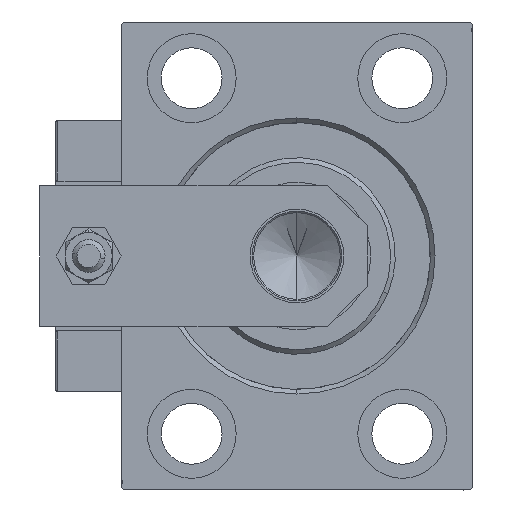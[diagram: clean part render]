
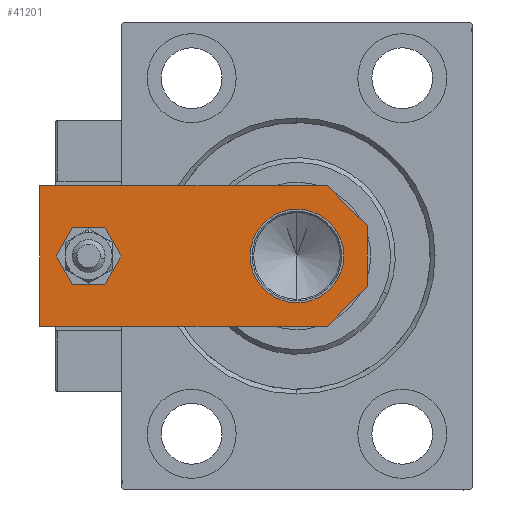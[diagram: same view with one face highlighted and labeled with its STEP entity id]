
A CAD part, left-side view. The second image highlights one B-rep face of the part: STEP entity #41201.
In plain terms, the highlighted face is planar.
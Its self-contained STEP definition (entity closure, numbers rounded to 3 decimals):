
#31 = VERTEX_POINT ( 'NONE', #30415 ) ;
#151 = DIRECTION ( 'NONE',  ( 0., 0., 1. ) ) ;
#547 = ORIENTED_EDGE ( 'NONE', *, *, #21937, .F. ) ;
#675 = CARTESIAN_POINT ( 'NONE',  ( 0., 0., 8. ) ) ;
#2544 = EDGE_CURVE ( 'NONE', #4439, #31, #38250, .T. ) ;
#3415 = CARTESIAN_POINT ( 'NONE',  ( 15., 8.5, 8. ) ) ;
#3970 = CARTESIAN_POINT ( 'NONE',  ( -4., 59.5, 8. ) ) ;
#4439 = VERTEX_POINT ( 'NONE', #18561 ) ;
#5098 = VECTOR ( 'NONE', #49389, 1000. ) ;
#5189 = CARTESIAN_POINT ( 'NONE',  ( 15., 70., 8. ) ) ;
#5244 = LINE ( 'NONE', #36996, #5098 ) ;
#5832 = ORIENTED_EDGE ( 'NONE', *, *, #11169, .T. ) ;
#7453 = LINE ( 'NONE', #23193, #10311 ) ;
#7822 = LINE ( 'NONE', #27441, #23041 ) ;
#8447 = EDGE_LOOP ( 'NONE', ( #16052, #41385, #5832, #17241, #26379, #18333 ) ) ;
#10155 = ORIENTED_EDGE ( 'NONE', *, *, #48716, .F. ) ;
#10311 = VECTOR ( 'NONE', #23700, 1000. ) ;
#10450 = AXIS2_PLACEMENT_3D ( 'NONE', #25293, #11965, #27720 ) ;
#11169 = EDGE_CURVE ( 'NONE', #31, #44135, #7822, .T. ) ;
#11399 = VECTOR ( 'NONE', #18595, 1000. ) ;
#11935 = EDGE_LOOP ( 'NONE', ( #15245, #10155 ) ) ;
#11965 = DIRECTION ( 'NONE',  ( 0., 0., 1. ) ) ;
#12059 = PLANE ( 'NONE',  #22770 ) ;
#12324 = CIRCLE ( 'NONE', #28848, 10. ) ;
#12994 = CARTESIAN_POINT ( 'NONE',  ( 6.5, 0., 8. ) ) ;
#13665 = VECTOR ( 'NONE', #26877, 1000. ) ;
#14023 = DIRECTION ( 'NONE',  ( 0., 0., 1. ) ) ;
#14722 = LINE ( 'NONE', #20756, #11399 ) ;
#15117 = EDGE_CURVE ( 'NONE', #44135, #24245, #14722, .T. ) ;
#15245 = ORIENTED_EDGE ( 'NONE', *, *, #30564, .F. ) ;
#15685 = FACE_BOUND ( 'NONE', #11935, .T. ) ;
#15817 = CARTESIAN_POINT ( 'NONE',  ( 4., 59.5, 8. ) ) ;
#15966 = EDGE_CURVE ( 'NONE', #50688, #19304, #19708, .T. ) ;
#16052 = ORIENTED_EDGE ( 'NONE', *, *, #39353, .T. ) ;
#16182 = FACE_OUTER_BOUND ( 'NONE', #8447, .T. ) ;
#16590 = VERTEX_POINT ( 'NONE', #5189 ) ;
#17241 = ORIENTED_EDGE ( 'NONE', *, *, #15117, .T. ) ;
#17579 = CIRCLE ( 'NONE', #46448, 4. ) ;
#18333 = ORIENTED_EDGE ( 'NONE', *, *, #27082, .T. ) ;
#18561 = CARTESIAN_POINT ( 'NONE',  ( -15., 8.5, 8. ) ) ;
#18595 = DIRECTION ( 'NONE',  ( 0.707, 0.707, 0. ) ) ;
#18853 = VERTEX_POINT ( 'NONE', #44603 ) ;
#19304 = VERTEX_POINT ( 'NONE', #36019 ) ;
#19708 = CIRCLE ( 'NONE', #44435, 10. ) ;
#20756 = CARTESIAN_POINT ( 'NONE',  ( 3.25, -3.25, 8. ) ) ;
#21937 = EDGE_CURVE ( 'NONE', #19304, #50688, #12324, .T. ) ;
#22770 = AXIS2_PLACEMENT_3D ( 'NONE', #675, #39703, #40205 ) ;
#23041 = VECTOR ( 'NONE', #23559, 1000. ) ;
#23193 = CARTESIAN_POINT ( 'NONE',  ( -15., 70., 8. ) ) ;
#23559 = DIRECTION ( 'NONE',  ( 1., 0., 0. ) ) ;
#23700 = DIRECTION ( 'NONE',  ( 0., -1., 0. ) ) ;
#24179 = DIRECTION ( 'NONE',  ( 1., 0., 0. ) ) ;
#24245 = VERTEX_POINT ( 'NONE', #3415 ) ;
#25293 = CARTESIAN_POINT ( 'NONE',  ( 0., 59.5, 8. ) ) ;
#26379 = ORIENTED_EDGE ( 'NONE', *, *, #38760, .T. ) ;
#26821 = CARTESIAN_POINT ( 'NONE',  ( 0., 15., 8. ) ) ;
#26877 = DIRECTION ( 'NONE',  ( 0.707, -0.707, 0. ) ) ;
#27082 = EDGE_CURVE ( 'NONE', #16590, #18853, #5244, .T. ) ;
#27441 = CARTESIAN_POINT ( 'NONE',  ( -15., 0., 8. ) ) ;
#27720 = DIRECTION ( 'NONE',  ( 1., 0., 0. ) ) ;
#28848 = AXIS2_PLACEMENT_3D ( 'NONE', #26821, #41821, #44991 ) ;
#29781 = DIRECTION ( 'NONE',  ( 1., 0., 0. ) ) ;
#30415 = CARTESIAN_POINT ( 'NONE',  ( -6.5, 0., 8. ) ) ;
#30564 = EDGE_CURVE ( 'NONE', #40523, #36658, #17579, .T. ) ;
#34225 = CARTESIAN_POINT ( 'NONE',  ( 15., 0., 8. ) ) ;
#34365 = CARTESIAN_POINT ( 'NONE',  ( -3.25, -3.25, 8. ) ) ;
#34530 = EDGE_LOOP ( 'NONE', ( #47715, #547 ) ) ;
#36019 = CARTESIAN_POINT ( 'NONE',  ( 10., 15., 8. ) ) ;
#36658 = VERTEX_POINT ( 'NONE', #15817 ) ;
#36996 = CARTESIAN_POINT ( 'NONE',  ( 15., 70., 8. ) ) ;
#38250 = LINE ( 'NONE', #34365, #13665 ) ;
#38760 = EDGE_CURVE ( 'NONE', #24245, #16590, #42236, .T. ) ;
#39353 = EDGE_CURVE ( 'NONE', #18853, #4439, #7453, .T. ) ;
#39703 = DIRECTION ( 'NONE',  ( 0., 0., 1. ) ) ;
#39940 = CARTESIAN_POINT ( 'NONE',  ( 0., 59.5, 8. ) ) ;
#40205 = DIRECTION ( 'NONE',  ( 1., 0., 0. ) ) ;
#40523 = VERTEX_POINT ( 'NONE', #3970 ) ;
#41201 = ADVANCED_FACE ( 'NONE', ( #15685, #16182, #44320 ), #12059, .T. ) ;
#41385 = ORIENTED_EDGE ( 'NONE', *, *, #2544, .T. ) ;
#41821 = DIRECTION ( 'NONE',  ( 0., 0., 1. ) ) ;
#42236 = LINE ( 'NONE', #34225, #44157 ) ;
#44135 = VERTEX_POINT ( 'NONE', #12994 ) ;
#44157 = VECTOR ( 'NONE', #50241, 1000. ) ;
#44320 = FACE_BOUND ( 'NONE', #34530, .T. ) ;
#44435 = AXIS2_PLACEMENT_3D ( 'NONE', #49417, #14023, #29781 ) ;
#44603 = CARTESIAN_POINT ( 'NONE',  ( -15., 70., 8. ) ) ;
#44991 = DIRECTION ( 'NONE',  ( 1., 0., 0. ) ) ;
#46448 = AXIS2_PLACEMENT_3D ( 'NONE', #39940, #151, #24179 ) ;
#47715 = ORIENTED_EDGE ( 'NONE', *, *, #15966, .F. ) ;
#48400 = CIRCLE ( 'NONE', #10450, 4. ) ;
#48716 = EDGE_CURVE ( 'NONE', #36658, #40523, #48400, .T. ) ;
#48820 = CARTESIAN_POINT ( 'NONE',  ( -10., 15., 8. ) ) ;
#49389 = DIRECTION ( 'NONE',  ( -1., 0., 0. ) ) ;
#49417 = CARTESIAN_POINT ( 'NONE',  ( 0., 15., 8. ) ) ;
#50241 = DIRECTION ( 'NONE',  ( 0., 1., 0. ) ) ;
#50688 = VERTEX_POINT ( 'NONE', #48820 ) ;
